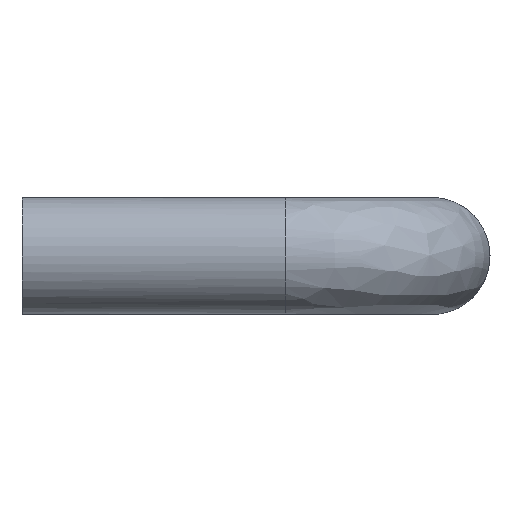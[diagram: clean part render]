
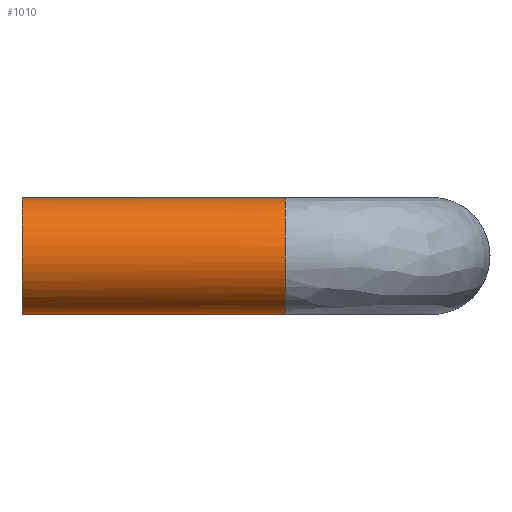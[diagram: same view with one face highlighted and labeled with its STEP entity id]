
A CAD part, left-side view. The second image highlights one B-rep face of the part: STEP entity #1010.
In plain terms, the highlighted free-form (B-spline) face has degree [2, 1] with [7, 2] control points.
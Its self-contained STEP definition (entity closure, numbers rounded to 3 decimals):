
#874=CARTESIAN_POINT('',(3.505,0.563,3.566));
#875=CARTESIAN_POINT('',(-0.062,0.563,7.071));
#876=CARTESIAN_POINT('',(-3.566,0.563,3.505));
#877=CARTESIAN_POINT('',(-7.071,0.563,-0.062));
#878=CARTESIAN_POINT('',(-3.505,0.563,-3.566));
#879=CARTESIAN_POINT('',(0.062,0.563,-7.071));
#880=CARTESIAN_POINT('',(3.566,0.563,-3.505));
#881=CARTESIAN_POINT('',(3.505,-23.077,3.566));
#882=CARTESIAN_POINT('',(-0.062,-23.077,7.071));
#883=CARTESIAN_POINT('',(-3.566,-23.077,3.505));
#884=CARTESIAN_POINT('',(-7.071,-23.077,-0.062));
#885=CARTESIAN_POINT('',(-3.505,-23.077,-3.566));
#886=CARTESIAN_POINT('',(0.062,-23.077,-7.071));
#887=CARTESIAN_POINT('',(3.566,-23.077,-3.505));
#895=(BOUNDED_SURFACE()B_SPLINE_SURFACE(2,1,((#874,#881),(#875,#882),(#876,#883),(#877,#884),(#878,#885),(#879,#886),(#880,#887)),.UNSPECIFIED.,.F.,.F.,.U.)B_SPLINE_SURFACE_WITH_KNOTS((3,2,2,3),(2,2),(0.0,8.284,16.569,24.853),(0.0,23.639),.UNSPECIFIED.)GEOMETRIC_REPRESENTATION_ITEM()RATIONAL_B_SPLINE_SURFACE(((1.0,1.0),(0.707,0.707),(1.0,1.0),(0.707,0.707),(1.0,1.0),(0.707,0.707),(1.0,1.0)))REPRESENTATION_ITEM('')SURFACE());
#896=CARTESIAN_POINT('',(0.063,-22.5,5.));
#897=VERTEX_POINT('',#896);
#898=CARTESIAN_POINT('',(3.505,-22.5,3.566));
#899=VERTEX_POINT('',#898);
#900=CARTESIAN_POINT('',(0.063,-22.5,5.));
#901=CARTESIAN_POINT('',(2.072,-22.5,4.974));
#902=CARTESIAN_POINT('',(3.505,-22.5,3.566));
#910=(BOUNDED_CURVE()B_SPLINE_CURVE(2,(#900,#901,#902),.UNSPECIFIED.,.F.,.U.)B_SPLINE_CURVE_WITH_KNOTS((3,3),(0.752,0.874),.UNSPECIFIED.)CURVE()GEOMETRIC_REPRESENTATION_ITEM()RATIONAL_B_SPLINE_CURVE((0.995,0.855,0.854))REPRESENTATION_ITEM(''));
#911=EDGE_CURVE('',#897,#899,#910,.T.);
#912=ORIENTED_EDGE('',*,*,#911,.T.);
#913=CARTESIAN_POINT('',(3.505,0.0,3.566));
#914=VERTEX_POINT('',#913);
#915=CARTESIAN_POINT('',(3.505,0.0,3.566));
#916=CARTESIAN_POINT('',(3.505,-22.5,3.566));
#917=QUASI_UNIFORM_CURVE('',1,(#915,#916),.UNSPECIFIED.,.F.,.U.);
#918=EDGE_CURVE('',#914,#899,#917,.T.);
#919=ORIENTED_EDGE('',*,*,#918,.F.);
#920=CARTESIAN_POINT('',(-5.0,0.0,0.0));
#921=VERTEX_POINT('',#920);
#922=CARTESIAN_POINT('',(-5.0,0.0,0.0));
#923=CARTESIAN_POINT('',(-5.,0.0,5.));
#924=CARTESIAN_POINT('',(0.0,0.0,5.0));
#925=CARTESIAN_POINT('',(2.046,0.0,5.));
#926=CARTESIAN_POINT('',(3.505,0.0,3.566));
#934=(BOUNDED_CURVE()B_SPLINE_CURVE(2,(#922,#923,#924,#925,#926),.UNSPECIFIED.,.F.,.U.)B_SPLINE_CURVE_WITH_KNOTS((3,2,3),(0.5,0.75,0.874),.UNSPECIFIED.)CURVE()GEOMETRIC_REPRESENTATION_ITEM()RATIONAL_B_SPLINE_CURVE((1.0,0.707,1.0,0.855,0.854))REPRESENTATION_ITEM(''));
#935=EDGE_CURVE('',#921,#914,#934,.T.);
#936=ORIENTED_EDGE('',*,*,#935,.F.);
#937=CARTESIAN_POINT('',(3.566,0.0,-3.505));
#938=VERTEX_POINT('',#937);
#939=CARTESIAN_POINT('',(3.566,0.0,-3.505));
#940=CARTESIAN_POINT('',(2.097,0.0,-5.0));
#941=CARTESIAN_POINT('',(0.0,0.0,-5.0));
#942=CARTESIAN_POINT('',(-5.,0.0,-5.));
#943=CARTESIAN_POINT('',(-5.0,0.0,0.0));
#951=(BOUNDED_CURVE()B_SPLINE_CURVE(2,(#939,#940,#941,#942,#943),.UNSPECIFIED.,.F.,.U.)B_SPLINE_CURVE_WITH_KNOTS((3,2,3),(0.124,0.25,0.5),.UNSPECIFIED.)CURVE()GEOMETRIC_REPRESENTATION_ITEM()RATIONAL_B_SPLINE_CURVE((0.854,0.852,1.0,0.707,1.0))REPRESENTATION_ITEM(''));
#952=EDGE_CURVE('',#938,#921,#951,.T.);
#953=ORIENTED_EDGE('',*,*,#952,.F.);
#954=CARTESIAN_POINT('',(3.566,-22.5,-3.505));
#955=VERTEX_POINT('',#954);
#956=CARTESIAN_POINT('',(3.566,0.0,-3.505));
#957=CARTESIAN_POINT('',(3.566,-22.5,-3.505));
#958=QUASI_UNIFORM_CURVE('',1,(#956,#957),.UNSPECIFIED.,.F.,.U.);
#959=EDGE_CURVE('',#938,#955,#958,.T.);
#960=ORIENTED_EDGE('',*,*,#959,.T.);
#961=CARTESIAN_POINT('',(-0.349,-22.5,-4.988));
#962=VERTEX_POINT('',#961);
#963=CARTESIAN_POINT('',(3.566,-22.5,-3.505));
#964=CARTESIAN_POINT('',(2.097,-22.5,-5.0));
#965=CARTESIAN_POINT('',(0.,-22.5,-5.0));
#966=CARTESIAN_POINT('',(-0.175,-22.5,-5.0));
#967=CARTESIAN_POINT('',(-0.349,-22.5,-4.988));
#975=(BOUNDED_CURVE()B_SPLINE_CURVE(2,(#963,#964,#965,#966,#967),.UNSPECIFIED.,.F.,.U.)B_SPLINE_CURVE_WITH_KNOTS((3,2,3),(0.124,0.25,0.262),.UNSPECIFIED.)CURVE()GEOMETRIC_REPRESENTATION_ITEM()RATIONAL_B_SPLINE_CURVE((0.854,0.852,1.0,0.986,0.973))REPRESENTATION_ITEM(''));
#976=EDGE_CURVE('',#955,#962,#975,.T.);
#977=ORIENTED_EDGE('',*,*,#976,.T.);
#978=CARTESIAN_POINT('',(-5.,-22.5,0.0));
#979=VERTEX_POINT('',#978);
#980=CARTESIAN_POINT('',(-0.349,-22.5,-4.988));
#981=CARTESIAN_POINT('',(-5.,-22.5,-4.663));
#982=CARTESIAN_POINT('',(-5.,-22.5,0.0));
#990=(BOUNDED_CURVE()B_SPLINE_CURVE(2,(#980,#981,#982),.UNSPECIFIED.,.F.,.U.)B_SPLINE_CURVE_WITH_KNOTS((3,3),(0.262,0.5),.UNSPECIFIED.)CURVE()GEOMETRIC_REPRESENTATION_ITEM()RATIONAL_B_SPLINE_CURVE((0.973,0.721,1.0))REPRESENTATION_ITEM(''));
#991=EDGE_CURVE('',#962,#979,#990,.T.);
#992=ORIENTED_EDGE('',*,*,#991,.T.);
#993=CARTESIAN_POINT('',(-5.,-22.5,0.0));
#994=CARTESIAN_POINT('',(-5.,-22.5,5.));
#995=CARTESIAN_POINT('',(0.,-22.5,5.0));
#996=CARTESIAN_POINT('',(0.031,-22.5,5.0));
#997=CARTESIAN_POINT('',(0.063,-22.5,5.));
#1005=(BOUNDED_CURVE()B_SPLINE_CURVE(2,(#993,#994,#995,#996,#997),.UNSPECIFIED.,.F.,.U.)B_SPLINE_CURVE_WITH_KNOTS((3,2,3),(0.5,0.75,0.752),.UNSPECIFIED.)CURVE()GEOMETRIC_REPRESENTATION_ITEM()RATIONAL_B_SPLINE_CURVE((1.0,0.707,1.0,0.997,0.995))REPRESENTATION_ITEM(''));
#1006=EDGE_CURVE('',#979,#897,#1005,.T.);
#1007=ORIENTED_EDGE('',*,*,#1006,.T.);
#1008=EDGE_LOOP('',(#912,#919,#936,#953,#960,#977,#992,#1007));
#1009=FACE_OUTER_BOUND('',#1008,.T.);
#1010=ADVANCED_FACE('',(#1009),#895,.T.);
